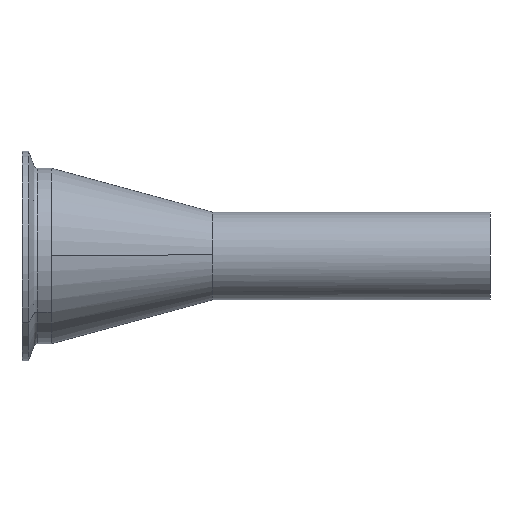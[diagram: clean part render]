
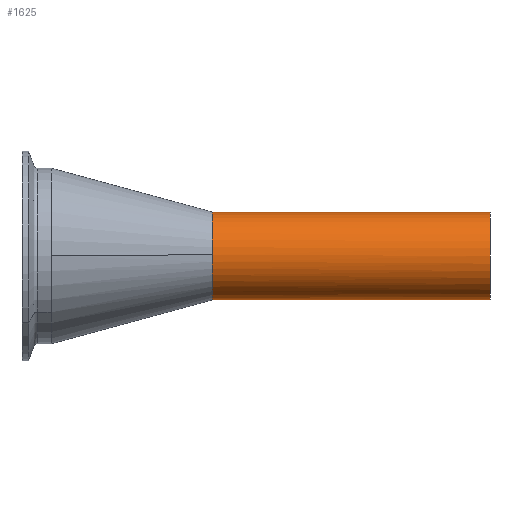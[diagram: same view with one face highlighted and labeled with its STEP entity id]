
A CAD part, left-side view. The second image highlights one B-rep face of the part: STEP entity #1625.
In plain terms, the highlighted cylindrical face has radius 19.05 mm (diameter 38.1 mm), a partial arc.
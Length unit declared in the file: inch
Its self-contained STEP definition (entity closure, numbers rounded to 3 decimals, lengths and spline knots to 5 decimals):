
#15 = ORIENTED_EDGE ( 'NONE', *, *, #414, .F. ) ;
#106 = DIRECTION ( 'NONE',  ( 0., -1., 0. ) ) ;
#124 = DIRECTION ( 'NONE',  ( 0., 1., 0. ) ) ;
#126 = LINE ( 'NONE', #667, #1318 ) ;
#144 = LINE ( 'NONE', #1376, #1455 ) ;
#146 = ORIENTED_EDGE ( 'NONE', *, *, #1698, .F. ) ;
#168 = CARTESIAN_POINT ( 'NONE',  ( 0., -4.74409, 0.75 ) ) ;
#218 = EDGE_CURVE ( 'NONE', #554, #1690, #144, .T. ) ;
#252 = CIRCLE ( 'NONE', #1195, 0.75 ) ;
#286 = AXIS2_PLACEMENT_3D ( 'NONE', #1487, #124, #804 ) ;
#300 = VERTEX_POINT ( 'NONE', #442 ) ;
#318 = VERTEX_POINT ( 'NONE', #168 ) ;
#356 = CARTESIAN_POINT ( 'NONE',  ( -0.74967, 0., 0.02215 ) ) ;
#363 = DIRECTION ( 'NONE',  ( 0., 1., 0. ) ) ;
#372 = DIRECTION ( 'NONE',  ( 0., 0., 1. ) ) ;
#414 = EDGE_CURVE ( 'NONE', #1052, #300, #982, .T. ) ;
#442 = CARTESIAN_POINT ( 'NONE',  ( 0., 0., 0.75 ) ) ;
#458 = AXIS2_PLACEMENT_3D ( 'NONE', #510, #106, #783 ) ;
#510 = CARTESIAN_POINT ( 'NONE',  ( 0., -4.74409, 0. ) ) ;
#542 = DIRECTION ( 'NONE',  ( 0., 1., 0. ) ) ;
#554 = VERTEX_POINT ( 'NONE', #1258 ) ;
#667 = CARTESIAN_POINT ( 'NONE',  ( 0., -4.74409, 0.75 ) ) ;
#717 = ORIENTED_EDGE ( 'NONE', *, *, #218, .F. ) ;
#726 = DIRECTION ( 'NONE',  ( 0., 1., 0. ) ) ;
#783 = DIRECTION ( 'NONE',  ( 0., 0., -1. ) ) ;
#804 = DIRECTION ( 'NONE',  ( 0., 0., 1. ) ) ;
#832 = DIRECTION ( 'NONE',  ( 0., 1., 0. ) ) ;
#846 = FACE_OUTER_BOUND ( 'NONE', #1408, .T. ) ;
#872 = ORIENTED_EDGE ( 'NONE', *, *, #1712, .F. ) ;
#878 = CYLINDRICAL_SURFACE ( 'NONE', #1280, 0.75 ) ;
#916 = EDGE_CURVE ( 'NONE', #318, #300, #126, .T. ) ;
#946 = ORIENTED_EDGE ( 'NONE', *, *, #916, .T. ) ;
#982 = CIRCLE ( 'NONE', #286, 0.75 ) ;
#1052 = VERTEX_POINT ( 'NONE', #356 ) ;
#1053 = CARTESIAN_POINT ( 'NONE',  ( 0., 0., 0. ) ) ;
#1141 = DIRECTION ( 'NONE',  ( 0., 0., 1. ) ) ;
#1195 = AXIS2_PLACEMENT_3D ( 'NONE', #1053, #363, #372 ) ;
#1258 = CARTESIAN_POINT ( 'NONE',  ( 0., -4.74409, -0.75 ) ) ;
#1280 = AXIS2_PLACEMENT_3D ( 'NONE', #1648, #726, #1141 ) ;
#1318 = VECTOR ( 'NONE', #542, 39.37008 ) ;
#1325 = CARTESIAN_POINT ( 'NONE',  ( 0., 0., -0.75 ) ) ;
#1376 = CARTESIAN_POINT ( 'NONE',  ( 0., -4.74409, -0.75 ) ) ;
#1408 = EDGE_LOOP ( 'NONE', ( #717, #872, #946, #15, #146 ) ) ;
#1455 = VECTOR ( 'NONE', #832, 39.37008 ) ;
#1487 = CARTESIAN_POINT ( 'NONE',  ( 0., 0., 0. ) ) ;
#1580 = CIRCLE ( 'NONE', #458, 0.75 ) ;
#1625 = ADVANCED_FACE ( 'NONE', ( #846 ), #878, .T. ) ;
#1648 = CARTESIAN_POINT ( 'NONE',  ( 0., -4.74409, 0. ) ) ;
#1690 = VERTEX_POINT ( 'NONE', #1325 ) ;
#1698 = EDGE_CURVE ( 'NONE', #1690, #1052, #252, .T. ) ;
#1712 = EDGE_CURVE ( 'NONE', #318, #554, #1580, .T. ) ;
